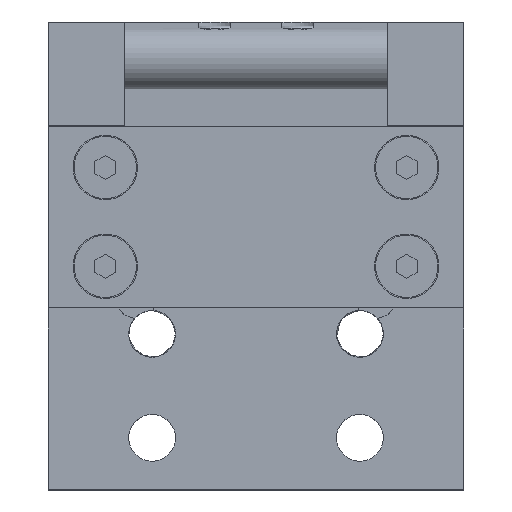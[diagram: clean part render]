
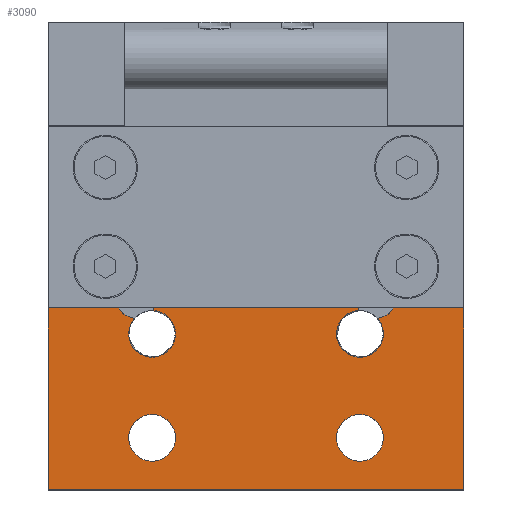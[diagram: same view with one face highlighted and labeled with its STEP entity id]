
A CAD part, top view. The second image highlights one B-rep face of the part: STEP entity #3090.
In plain terms, the highlighted planar face has unit normal (0, 0, 1).
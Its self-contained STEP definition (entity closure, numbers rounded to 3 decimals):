
#2533=CARTESIAN_POINT('',(-15.5,10.0,19.));
#2534=VERTEX_POINT('',#2533);
#2535=CARTESIAN_POINT('',(-20.,10.0,19.));
#2536=DIRECTION('',(0.0,0.0,-1.0));
#2537=DIRECTION('',(-1.0,0.0,0.0));
#2538=AXIS2_PLACEMENT_3D('',#2535,#2536,#2537);
#2539=CIRCLE('',#2538,4.5);
#2540=EDGE_CURVE('',#2534,#2534,#2539,.T.);
#2643=CARTESIAN_POINT('',(24.5,10.0,19.));
#2644=VERTEX_POINT('',#2643);
#2645=CARTESIAN_POINT('',(20.,10.0,19.));
#2646=DIRECTION('',(0.0,0.0,-1.0));
#2647=DIRECTION('',(-1.0,0.0,0.0));
#2648=AXIS2_PLACEMENT_3D('',#2645,#2646,#2647);
#2649=CIRCLE('',#2648,4.5);
#2650=EDGE_CURVE('',#2644,#2644,#2649,.T.);
#2764=CARTESIAN_POINT('',(19.879,34.498,19.0));
#2765=VERTEX_POINT('',#2764);
#2772=CARTESIAN_POINT('',(23.341,33.015,19.0));
#2773=VERTEX_POINT('',#2772);
#2774=CARTESIAN_POINT('',(20.,30.0,19.));
#2775=DIRECTION('',(0.0,0.0,-1.0));
#2776=DIRECTION('',(-1.0,0.0,0.0));
#2777=AXIS2_PLACEMENT_3D('',#2774,#2775,#2776);
#2778=CIRCLE('',#2777,4.5);
#2779=EDGE_CURVE('',#2773,#2765,#2778,.T.);
#2899=CARTESIAN_POINT('',(-23.341,33.015,19.0));
#2900=VERTEX_POINT('',#2899);
#2907=CARTESIAN_POINT('',(-19.879,34.498,19.0));
#2908=VERTEX_POINT('',#2907);
#2909=CARTESIAN_POINT('',(-20.,30.0,19.));
#2910=DIRECTION('',(0.0,0.0,-1.0));
#2911=DIRECTION('',(-1.0,0.0,0.0));
#2912=AXIS2_PLACEMENT_3D('',#2909,#2910,#2911);
#2913=CIRCLE('',#2912,4.5);
#2914=EDGE_CURVE('',#2908,#2900,#2913,.T.);
#2943=CARTESIAN_POINT('',(19.536,35.0,19.));
#2944=VERTEX_POINT('',#2943);
#2951=CARTESIAN_POINT('',(23.,37.,19.0));
#2952=DIRECTION('',(0.0,0.0,-1.0));
#2953=DIRECTION('',(-1.0,0.0,0.0));
#2954=AXIS2_PLACEMENT_3D('',#2951,#2952,#2953);
#2955=CIRCLE('',#2954,4.0);
#2956=EDGE_CURVE('',#2765,#2944,#2955,.T.);
#2993=CARTESIAN_POINT('',(-26.464,35.0,19.));
#2994=VERTEX_POINT('',#2993);
#3001=CARTESIAN_POINT('',(-23.,37.,19.0));
#3002=DIRECTION('',(0.0,0.0,-1.0));
#3003=DIRECTION('',(-1.0,0.0,0.0));
#3004=AXIS2_PLACEMENT_3D('',#3001,#3002,#3003);
#3005=CIRCLE('',#3004,4.0);
#3006=EDGE_CURVE('',#2900,#2994,#3005,.T.);
#3011=CARTESIAN_POINT('',(40.0,0.0,19.0));
#3012=DIRECTION('',(0.0,0.0,1.0));
#3013=DIRECTION('',(1.0,0.0,0.0));
#3014=AXIS2_PLACEMENT_3D('',#3011,#3012,#3013);
#3015=PLANE('',#3014);
#3016=ORIENTED_EDGE('',*,*,#2779,.T.);
#3017=ORIENTED_EDGE('',*,*,#2956,.T.);
#3018=CARTESIAN_POINT('',(-19.536,35.0,19.));
#3019=VERTEX_POINT('',#3018);
#3020=CARTESIAN_POINT('',(19.536,35.0,19.));
#3021=DIRECTION('',(-1.0,0.0,0.0));
#3022=VECTOR('',#3021,39.072);
#3023=LINE('',#3020,#3022);
#3024=EDGE_CURVE('',#2944,#3019,#3023,.T.);
#3025=ORIENTED_EDGE('',*,*,#3024,.T.);
#3026=CARTESIAN_POINT('',(-23.,37.,19.0));
#3027=DIRECTION('',(0.0,0.0,-1.0));
#3028=DIRECTION('',(-1.0,0.0,0.0));
#3029=AXIS2_PLACEMENT_3D('',#3026,#3027,#3028);
#3030=CIRCLE('',#3029,4.0);
#3031=EDGE_CURVE('',#3019,#2908,#3030,.T.);
#3032=ORIENTED_EDGE('',*,*,#3031,.T.);
#3033=ORIENTED_EDGE('',*,*,#2914,.T.);
#3034=ORIENTED_EDGE('',*,*,#3006,.T.);
#3035=CARTESIAN_POINT('',(-40.0,35.0,19.));
#3036=VERTEX_POINT('',#3035);
#3037=CARTESIAN_POINT('',(-26.464,35.0,19.));
#3038=DIRECTION('',(-1.0,0.0,0.0));
#3039=VECTOR('',#3038,13.536);
#3040=LINE('',#3037,#3039);
#3041=EDGE_CURVE('',#2994,#3036,#3040,.T.);
#3042=ORIENTED_EDGE('',*,*,#3041,.T.);
#3043=CARTESIAN_POINT('',(-40.0,0.0,19.0));
#3044=VERTEX_POINT('',#3043);
#3045=CARTESIAN_POINT('',(-40.0,0.0,19.0));
#3046=DIRECTION('',(0.0,1.0,0.0));
#3047=VECTOR('',#3046,35.0);
#3048=LINE('',#3045,#3047);
#3049=EDGE_CURVE('',#3044,#3036,#3048,.T.);
#3050=ORIENTED_EDGE('',*,*,#3049,.F.);
#3051=CARTESIAN_POINT('',(40.0,0.0,19.0));
#3052=VERTEX_POINT('',#3051);
#3053=CARTESIAN_POINT('',(40.0,0.0,19.0));
#3054=DIRECTION('',(-1.0,0.0,0.0));
#3055=VECTOR('',#3054,80.0);
#3056=LINE('',#3053,#3055);
#3057=EDGE_CURVE('',#3052,#3044,#3056,.T.);
#3058=ORIENTED_EDGE('',*,*,#3057,.F.);
#3059=CARTESIAN_POINT('',(40.0,35.0,19.));
#3060=VERTEX_POINT('',#3059);
#3061=CARTESIAN_POINT('',(40.0,0.0,19.0));
#3062=DIRECTION('',(0.0,1.0,0.0));
#3063=VECTOR('',#3062,35.0);
#3064=LINE('',#3061,#3063);
#3065=EDGE_CURVE('',#3052,#3060,#3064,.T.);
#3066=ORIENTED_EDGE('',*,*,#3065,.T.);
#3067=CARTESIAN_POINT('',(26.464,35.0,19.));
#3068=VERTEX_POINT('',#3067);
#3069=CARTESIAN_POINT('',(40.0,35.0,19.));
#3070=DIRECTION('',(-1.0,0.0,0.0));
#3071=VECTOR('',#3070,13.536);
#3072=LINE('',#3069,#3071);
#3073=EDGE_CURVE('',#3060,#3068,#3072,.T.);
#3074=ORIENTED_EDGE('',*,*,#3073,.T.);
#3075=CARTESIAN_POINT('',(23.,37.,19.0));
#3076=DIRECTION('',(0.0,0.0,-1.0));
#3077=DIRECTION('',(-1.0,0.0,0.0));
#3078=AXIS2_PLACEMENT_3D('',#3075,#3076,#3077);
#3079=CIRCLE('',#3078,4.0);
#3080=EDGE_CURVE('',#3068,#2773,#3079,.T.);
#3081=ORIENTED_EDGE('',*,*,#3080,.T.);
#3082=EDGE_LOOP('',(#3016,#3017,#3025,#3032,#3033,#3034,#3042,#3050,#3058,#3066,#3074,#3081));
#3083=FACE_OUTER_BOUND('',#3082,.T.);
#3084=ORIENTED_EDGE('',*,*,#2650,.T.);
#3085=EDGE_LOOP('',(#3084));
#3086=FACE_BOUND('',#3085,.T.);
#3087=ORIENTED_EDGE('',*,*,#2540,.T.);
#3088=EDGE_LOOP('',(#3087));
#3089=FACE_BOUND('',#3088,.T.);
#3090=ADVANCED_FACE('',(#3083,#3086,#3089),#3015,.T.);
